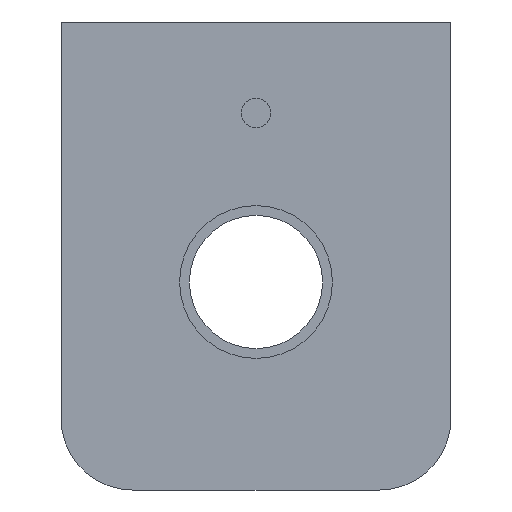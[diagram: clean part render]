
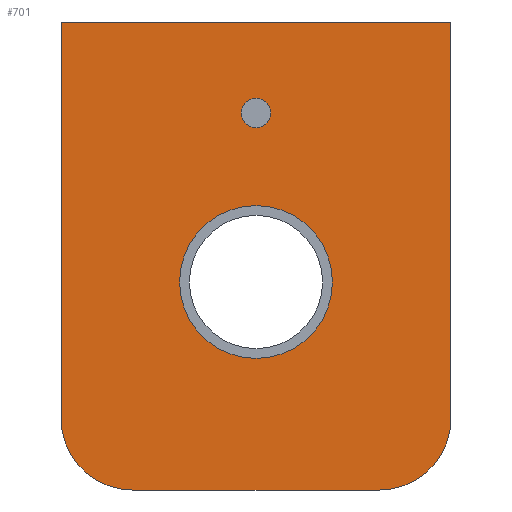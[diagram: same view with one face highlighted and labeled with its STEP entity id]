
A CAD part, left-side view. The second image highlights one B-rep face of the part: STEP entity #701.
In plain terms, the highlighted planar face has unit normal (-1, 0, 0).
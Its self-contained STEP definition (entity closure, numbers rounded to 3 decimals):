
#32=FACE_BOUND('',#150,.T.);
#33=FACE_BOUND('',#151,.T.);
#55=PLANE('',#787);
#93=FACE_OUTER_BOUND('',#149,.T.);
#149=EDGE_LOOP('',(#625,#626,#627,#628,#629,#630));
#150=EDGE_LOOP('',(#631));
#151=EDGE_LOOP('',(#632));
#174=LINE('',#1072,#233);
#192=LINE('',#1115,#251);
#198=LINE('',#1128,#257);
#212=LINE('',#1187,#271);
#233=VECTOR('',#860,10.);
#251=VECTOR('',#898,10.);
#257=VECTOR('',#912,10.);
#271=VECTOR('',#990,10.);
#287=CIRCLE('',#739,5.5);
#291=CIRCLE('',#746,5.5);
#301=CIRCLE('',#769,1.125);
#303=CIRCLE('',#782,5.875);
#331=VERTEX_POINT('',#1059);
#332=VERTEX_POINT('',#1060);
#336=VERTEX_POINT('',#1070);
#341=VERTEX_POINT('',#1084);
#351=VERTEX_POINT('',#1113);
#354=VERTEX_POINT('',#1127);
#363=VERTEX_POINT('',#1151);
#365=VERTEX_POINT('',#1176);
#398=EDGE_CURVE('',#331,#332,#287,.T.);
#404=EDGE_CURVE('',#331,#336,#174,.T.);
#411=EDGE_CURVE('',#341,#336,#291,.T.);
#426=EDGE_CURVE('',#341,#351,#192,.T.);
#432=EDGE_CURVE('',#354,#332,#198,.T.);
#442=EDGE_CURVE('',#363,#363,#301,.T.);
#454=EDGE_CURVE('',#365,#365,#303,.T.);
#459=EDGE_CURVE('',#351,#354,#212,.T.);
#625=ORIENTED_EDGE('',*,*,#398,.F.);
#626=ORIENTED_EDGE('',*,*,#404,.T.);
#627=ORIENTED_EDGE('',*,*,#411,.F.);
#628=ORIENTED_EDGE('',*,*,#426,.T.);
#629=ORIENTED_EDGE('',*,*,#459,.T.);
#630=ORIENTED_EDGE('',*,*,#432,.T.);
#631=ORIENTED_EDGE('',*,*,#442,.T.);
#632=ORIENTED_EDGE('',*,*,#454,.T.);
#701=ADVANCED_FACE('',(#93,#32,#33),#55,.T.);
#739=AXIS2_PLACEMENT_3D('',#1061,#850,#851);
#746=AXIS2_PLACEMENT_3D('',#1086,#873,#874);
#769=AXIS2_PLACEMENT_3D('',#1152,#940,#941);
#782=AXIS2_PLACEMENT_3D('',#1177,#976,#977);
#787=AXIS2_PLACEMENT_3D('',#1186,#988,#989);
#850=DIRECTION('center_axis',(1.,0.,0.));
#851=DIRECTION('ref_axis',(0.,0.707,-0.707));
#860=DIRECTION('',(0.,-1.,0.));
#873=DIRECTION('center_axis',(1.,0.,0.));
#874=DIRECTION('ref_axis',(0.,-0.707,-0.707));
#898=DIRECTION('',(0.,0.,1.));
#912=DIRECTION('',(0.,0.,-1.));
#940=DIRECTION('center_axis',(1.,0.,0.));
#941=DIRECTION('ref_axis',(0.,-1.,0.));
#976=DIRECTION('center_axis',(1.,0.,0.));
#977=DIRECTION('ref_axis',(0.,-1.,0.));
#988=DIRECTION('center_axis',(-1.,0.,0.));
#989=DIRECTION('ref_axis',(0.,0.,1.));
#990=DIRECTION('',(0.,1.,0.));
#1059=CARTESIAN_POINT('',(-17.,9.5,57.));
#1060=CARTESIAN_POINT('',(-17.,15.,62.5));
#1061=CARTESIAN_POINT('Origin',(-17.,9.5,62.5));
#1070=CARTESIAN_POINT('',(-17.,-9.5,57.));
#1072=CARTESIAN_POINT('',(-17.,0.,57.));
#1084=CARTESIAN_POINT('',(-17.,-15.,62.5));
#1086=CARTESIAN_POINT('Origin',(-17.,-9.5,62.5));
#1113=CARTESIAN_POINT('',(-17.,-15.,93.));
#1115=CARTESIAN_POINT('',(-17.,-15.,89.));
#1127=CARTESIAN_POINT('',(-17.,15.,93.));
#1128=CARTESIAN_POINT('',(-17.,15.,89.));
#1151=CARTESIAN_POINT('',(-17.,1.125,86.));
#1152=CARTESIAN_POINT('Origin',(-17.,0.,86.));
#1176=CARTESIAN_POINT('',(-17.,5.875,73.));
#1177=CARTESIAN_POINT('Origin',(-17.,0.,73.));
#1186=CARTESIAN_POINT('Origin',(-17.,0.,91.));
#1187=CARTESIAN_POINT('',(-17.,15.,93.));
